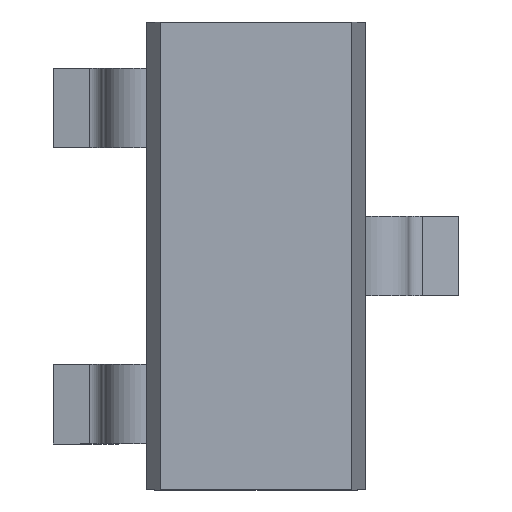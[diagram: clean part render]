
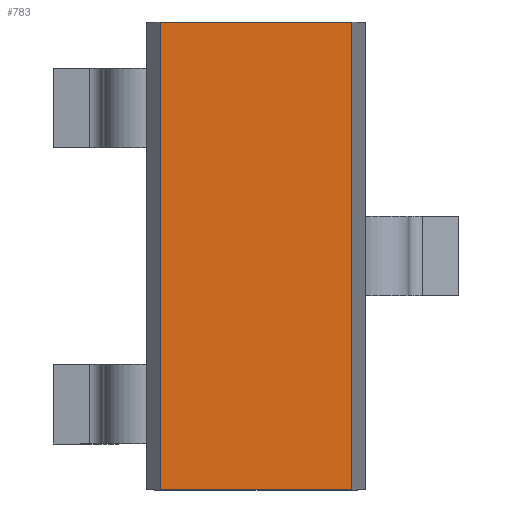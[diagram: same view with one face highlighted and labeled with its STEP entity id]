
A CAD part, top view. The second image highlights one B-rep face of the part: STEP entity #783.
In plain terms, the highlighted planar face has unit normal (0, 0, 1).
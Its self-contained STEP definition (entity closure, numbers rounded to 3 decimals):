
#59=FACE_OUTER_BOUND($,#105,.T.);
#105=EDGE_LOOP($,(#527,#528,#529,#530));
#154=LINE($,#1152,#244);
#156=LINE($,#1156,#246);
#157=LINE($,#1158,#247);
#158=LINE($,#1159,#248);
#244=VECTOR($,#917,3.);
#246=VECTOR($,#921,1.23);
#247=VECTOR($,#922,3.);
#248=VECTOR($,#923,1.23);
#333=VERTEX_POINT($,#1149);
#334=VERTEX_POINT($,#1151);
#335=VERTEX_POINT($,#1155);
#336=VERTEX_POINT($,#1157);
#410=EDGE_CURVE($,#334,#333,#154,.T.);
#412=EDGE_CURVE($,#333,#335,#156,.T.);
#413=EDGE_CURVE($,#336,#335,#157,.T.);
#414=EDGE_CURVE($,#336,#334,#158,.T.);
#527=ORIENTED_EDGE($,*,*,#412,.T.);
#528=ORIENTED_EDGE($,*,*,#413,.F.);
#529=ORIENTED_EDGE($,*,*,#414,.T.);
#530=ORIENTED_EDGE($,*,*,#410,.T.);
#749=PLANE($,#838);
#783=ADVANCED_FACE($,(#59),#749,.T.);
#838=AXIS2_PLACEMENT_3D($,#1154,#919,#920);
#917=DIRECTION($,(0.,-1.,0.));
#919=DIRECTION('center_axis',(0.,0.,1.));
#920=DIRECTION('ref_axis',(-1.,0.,0.));
#921=DIRECTION($,(1.,0.,0.));
#922=DIRECTION($,(0.,-1.,0.));
#923=DIRECTION($,(-1.,0.,0.));
#1149=CARTESIAN_POINT('',(-0.615,-1.5,1.1));
#1151=CARTESIAN_POINT('',(-0.615,1.5,1.1));
#1152=CARTESIAN_POINT($,(-0.615,1.5,1.1));
#1154=CARTESIAN_POINT('Origin',(-0.615,1.5,1.1));
#1155=CARTESIAN_POINT('',(0.615,-1.5,1.1));
#1156=CARTESIAN_POINT($,(0.615,-1.5,1.1));
#1157=CARTESIAN_POINT('',(0.615,1.5,1.1));
#1158=CARTESIAN_POINT($,(0.615,1.5,1.1));
#1159=CARTESIAN_POINT($,(0.615,1.5,1.1));
